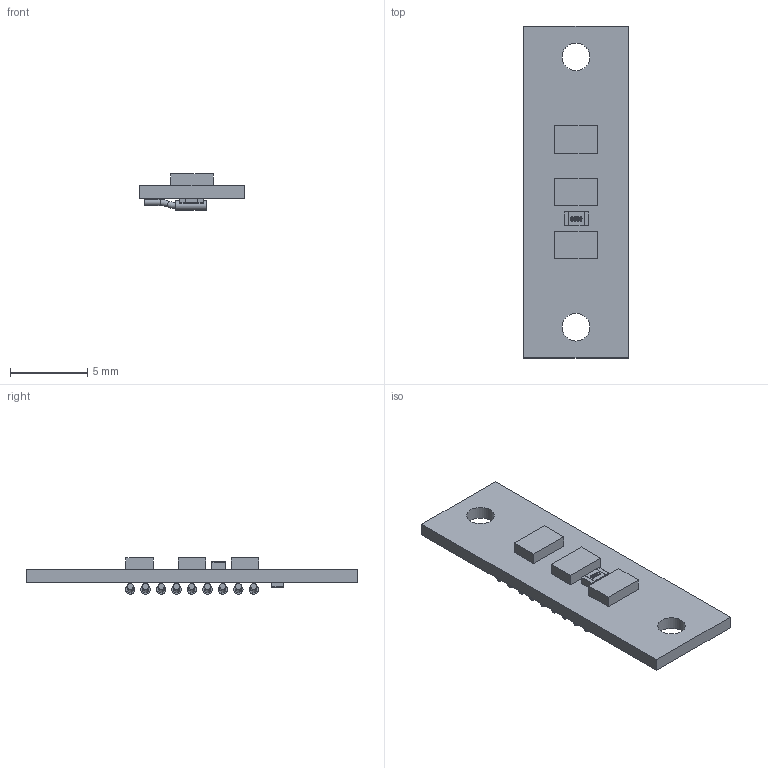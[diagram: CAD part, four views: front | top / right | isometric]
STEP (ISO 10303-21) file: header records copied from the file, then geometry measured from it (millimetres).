
FILE_DESCRIPTION(('Open CASCADE Model'),'2;1');
FILE_NAME('Open CASCADE Shape Model','2017-05-20T18:46:30',('Author'),( 'Open CASCADE'),'Open CASCADE STEP processor 6.8','Open CASCADE 6.8' ,'Unknown');
FILE_SCHEMA(('AUTOMOTIVE_DESIGN { 1 0 10303 214 1 1 1 1 }'));
Length unit declared in the file: millimetre
Products named in the file (15): PCB; Board; U1_S3; 892889632; Extruded; U1_S2; U1_S1; C1; SW3dPS-0603_SMD_Capacitor; RTD1; User_Library-R_0603; Free-Models; awg_30_wire; Open CASCADE STEP translator 6.8 4.7.1.1; Open CASCADE STEP translator 6.8 4.7.1.2
Assembly tree (24 placements, depth 4):
  PCB
    Board
    U1_S3
      892889632
        Extruded
    U1_S2
      892889632
        Extruded
    U1_S1
      892889632
        Extruded
    C1
      SW3dPS-0603_SMD_Capacitor
    RTD1
      User_Library-R_0603
    Free-Models
      awg_30_wire  x9
        Open CASCADE STEP translator 6.8 4.7.1.1
        Open CASCADE STEP translator 6.8 4.7.1.2
Bounding box: 6.75 x 21.51 x 2.35 mm (x, y, z)
Volume: 137.8 mm3; surface area: 464.2 mm2
Topology: 18 solids, 18 shells, 276 faces, 634 edges, 407 vertices
Faces by surface type: plane 126, bspline 84, cylinder 40, torus 18, sphere 8
Full cylindrical faces by diameter (mm): 0.4 x9, 0.6 x9, 1.8 x2
Entity records: 12061 total; most frequent: CARTESIAN_POINT 6129, ORIENTED_EDGE 994, DIRECTION 669, EDGE_CURVE 497, VERTEX_POINT 318, LINE 281, VECTOR 281, FACE_BOUND 225
